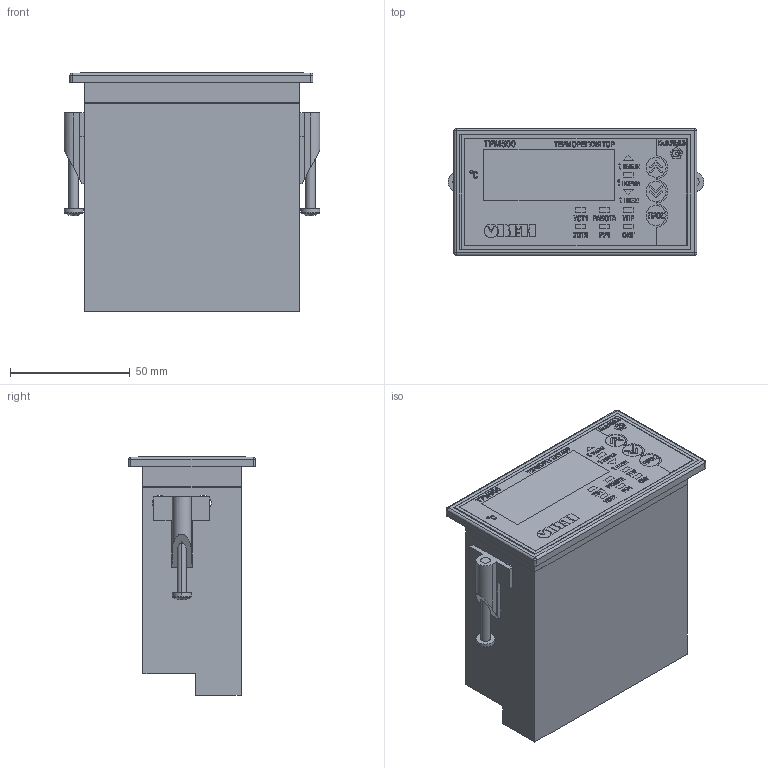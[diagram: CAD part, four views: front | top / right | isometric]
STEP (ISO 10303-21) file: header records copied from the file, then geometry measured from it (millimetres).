
FILE_DESCRIPTION (( 'STEP AP214' ), '1' );
FILE_NAME ('ﾒﾐﾌ500ﾙ2.5ﾀ.STEP', '2015-06-09T14:43:32', ( 'adm' ), ( '' ), 'SwSTEP 2.0', 'SolidWorks 2014', '' );
FILE_SCHEMA (( 'AUTOMOTIVE_DESIGN' ));
Length unit declared in the file: millimetre
Products named in the file (7): ÒÐÌ500Ù2.5À_ÒÐÌ500_Øèëüäèê; pan cross head_am_B18.6.7M - M4 x 0.7 x 40 Type I Cross Recessed PHMS --40N; ÒÐÌ500Ù2.5À_Ñòîïîð âèíòîâîé(Ù1,Ù2); ÒÐÌ500Ù2.5À_Êëåììà_10õ9,8õ5ìì; ÒÐÌ500Ù2.5À_Ðåçèíà  48õ96,5(Ù2); ÒÐÌ500Ù2.5À_Êîðïóñ Ù2; ﾒﾐﾌ500ﾙ2.5ﾀ
Assembly tree (21 placements, depth 2):
  ﾒﾐﾌ500ﾙ2.5ﾀ
    ÒÐÌ500Ù2.5À_Êîðïóñ Ù2
    ÒÐÌ500Ù2.5À_Ðåçèíà  48õ96,5(Ù2)
    ÒÐÌ500Ù2.5À_Êëåììà_10õ9,8õ5ìì  x14
    ÒÐÌ500Ù2.5À_Ñòîïîð âèíòîâîé(Ù1,Ù2)  x2
    pan cross head_am_B18.6.7M - M4 x 0.7 x 40 Type I Cross Recessed PHMS --40N  x2
    ÒÐÌ500Ù2.5À_ÒÐÌ500_Øèëüäèê
Bounding box: 107 x 53 x 99.6 mm (x, y, z)
Volume: 110121.7 mm3; surface area: 91022.3 mm2
Topology: 43 solids, 43 shells, 2105 faces, 5478 edges, 3617 vertices
Faces by surface type: plane 1550, bspline 377, cylinder 166, sphere 8, torus 4
Entity records: 55853 total; most frequent: CARTESIAN_POINT 13315, ORIENTED_EDGE 8002, DIRECTION 5685, EDGE_CURVE 4001, LINE 3115, VECTOR 3115, VERTEX_POINT 2657, EDGE_LOOP 1694
